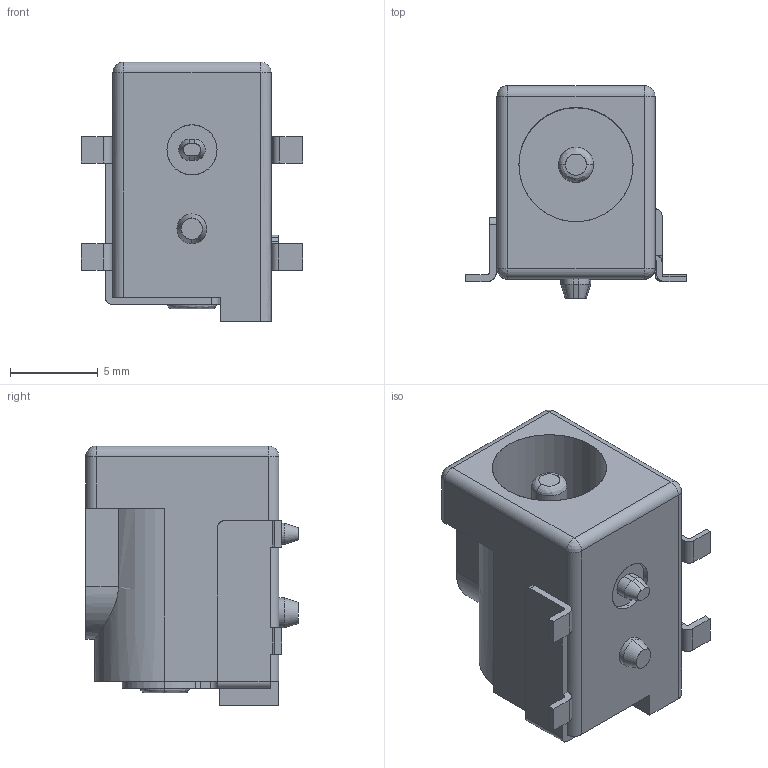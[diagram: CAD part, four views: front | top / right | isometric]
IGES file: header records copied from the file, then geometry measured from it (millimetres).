
Start section: SolidWorks IGES file using analytic representation for surfaces
Global section: file name: KLDX-SMT2-0202-ATR_rB4.IGS; native system: SolidWorks 2012; preprocessor: SolidWorks 2012; author: William; date: 130805.163757; units: millimetre
Bounding box: 12.6 x 12.1 x 14.8 mm (x, y, z)
Surface area: 1079.8 mm2 (no closed solid volume)
Topology: 0 solids, 0 shells, 113 faces, 1076 edges, 1072 vertices
Faces by surface type: bspline 64, revolution 49
